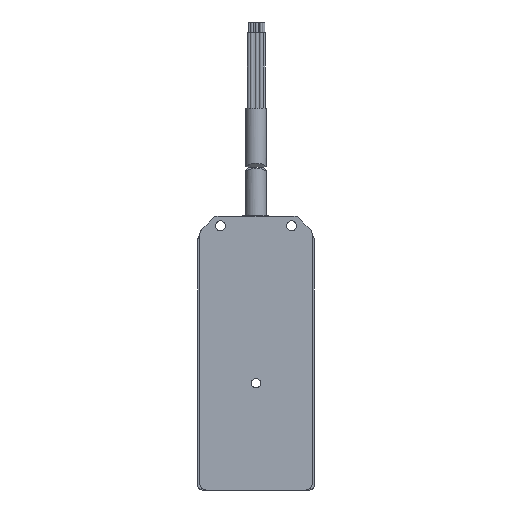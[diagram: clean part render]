
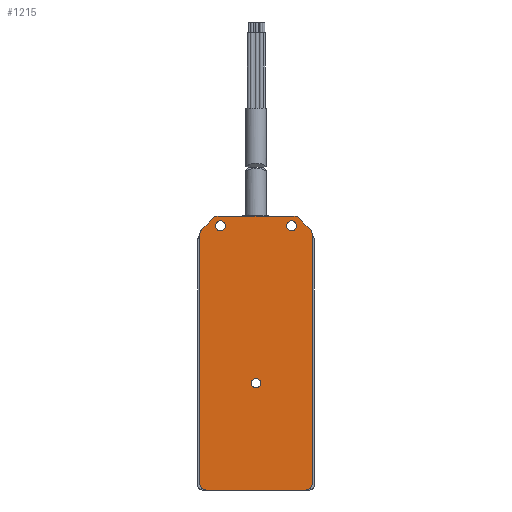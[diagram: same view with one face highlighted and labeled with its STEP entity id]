
A CAD part, front view. The second image highlights one B-rep face of the part: STEP entity #1215.
In plain terms, the highlighted planar face has unit normal (0, -1, 0).
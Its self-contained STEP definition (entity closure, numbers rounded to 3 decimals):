
#599=FACE_BOUND('',#3480,.T.);
#600=FACE_BOUND('',#3481,.T.);
#601=FACE_BOUND('',#3482,.T.);
#602=FACE_BOUND('',#3483,.T.);
#1215=ADVANCED_FACE('',(#599,#600,#601,#602),#2218,.T.);
#2218=PLANE('',#16605);
#3480=EDGE_LOOP('',(#8042));
#3481=EDGE_LOOP('',(#8043));
#3482=EDGE_LOOP('',(#8044));
#3483=EDGE_LOOP('',(#8045,#8046,#8047,#8048,#8049,#8050,#8051,#8052,#8053,
#8054,#8055,#8056,#8057,#8058,#8059,#8060));
#4829=B_SPLINE_CURVE_WITH_KNOTS('',3,(#21023,#21024,#21025,#21026),
 .UNSPECIFIED.,.F.,.F.,(4,4),(0.,1.),.UNSPECIFIED.);
#4830=B_SPLINE_CURVE_WITH_KNOTS('',3,(#21030,#21031,#21032,#21033),
 .UNSPECIFIED.,.F.,.F.,(4,4),(0.,1.),.UNSPECIFIED.);
#4831=B_SPLINE_CURVE_WITH_KNOTS('',3,(#21037,#21038,#21039,#21040,#21041,
#21042),.UNSPECIFIED.,.F.,.F.,(4,2,4),(0.,0.5,1.),.UNSPECIFIED.);
#4832=B_SPLINE_CURVE_WITH_KNOTS('',3,(#21046,#21047,#21048,#21049,#21050,
#21051),.UNSPECIFIED.,.F.,.F.,(4,2,4),(0.,0.5,1.),.UNSPECIFIED.);
#4833=B_SPLINE_CURVE_WITH_KNOTS('',3,(#21055,#21056,#21057,#21058),
 .UNSPECIFIED.,.F.,.F.,(4,4),(0.,1.),.UNSPECIFIED.);
#4834=B_SPLINE_CURVE_WITH_KNOTS('',3,(#21062,#21063,#21064,#21065),
 .UNSPECIFIED.,.F.,.F.,(4,4),(0.,1.),.UNSPECIFIED.);
#6006=LINE('',#21003,#6906);
#6007=LINE('',#21016,#6907);
#6008=LINE('',#21019,#6908);
#6009=LINE('',#21021,#6909);
#6010=LINE('',#21028,#6910);
#6011=LINE('',#21035,#6911);
#6012=LINE('',#21044,#6912);
#6013=LINE('',#21053,#6913);
#6014=LINE('',#21060,#6914);
#6015=LINE('',#21066,#6915);
#6906=VECTOR('',#17692,1.);
#6907=VECTOR('',#17701,1.);
#6908=VECTOR('',#17702,1.);
#6909=VECTOR('',#17703,1.);
#6910=VECTOR('',#17704,1.);
#6911=VECTOR('',#17705,1.);
#6912=VECTOR('',#17706,1.);
#6913=VECTOR('',#17707,1.);
#6914=VECTOR('',#17708,1.);
#6915=VECTOR('',#17709,1.);
#8042=ORIENTED_EDGE('',*,*,#14033,.T.);
#8043=ORIENTED_EDGE('',*,*,#14034,.F.);
#8044=ORIENTED_EDGE('',*,*,#14035,.F.);
#8045=ORIENTED_EDGE('',*,*,#14036,.F.);
#8046=ORIENTED_EDGE('',*,*,#14037,.T.);
#8047=ORIENTED_EDGE('',*,*,#14038,.T.);
#8048=ORIENTED_EDGE('',*,*,#14039,.T.);
#8049=ORIENTED_EDGE('',*,*,#14040,.T.);
#8050=ORIENTED_EDGE('',*,*,#14041,.T.);
#8051=ORIENTED_EDGE('',*,*,#14042,.F.);
#8052=ORIENTED_EDGE('',*,*,#14043,.T.);
#8053=ORIENTED_EDGE('',*,*,#14044,.T.);
#8054=ORIENTED_EDGE('',*,*,#14045,.T.);
#8055=ORIENTED_EDGE('',*,*,#14046,.T.);
#8056=ORIENTED_EDGE('',*,*,#14047,.T.);
#8057=ORIENTED_EDGE('',*,*,#14048,.T.);
#8058=ORIENTED_EDGE('',*,*,#14049,.T.);
#8059=ORIENTED_EDGE('',*,*,#14031,.T.);
#8060=ORIENTED_EDGE('',*,*,#14050,.F.);
#12468=VERTEX_POINT('',#21002);
#12469=VERTEX_POINT('',#21004);
#12470=VERTEX_POINT('',#21011);
#12471=VERTEX_POINT('',#21013);
#12472=VERTEX_POINT('',#21015);
#12473=VERTEX_POINT('',#21017);
#12474=VERTEX_POINT('',#21018);
#12475=VERTEX_POINT('',#21020);
#12476=VERTEX_POINT('',#21022);
#12477=VERTEX_POINT('',#21027);
#12478=VERTEX_POINT('',#21029);
#12479=VERTEX_POINT('',#21034);
#12480=VERTEX_POINT('',#21036);
#12481=VERTEX_POINT('',#21043);
#12482=VERTEX_POINT('',#21045);
#12483=VERTEX_POINT('',#21052);
#12484=VERTEX_POINT('',#21054);
#12485=VERTEX_POINT('',#21059);
#12486=VERTEX_POINT('',#21061);
#14031=EDGE_CURVE('',#12469,#12468,#6006,.T.);
#14033=EDGE_CURVE('',#12470,#12470,#16238,.T.);
#14034=EDGE_CURVE('',#12471,#12471,#16239,.T.);
#14035=EDGE_CURVE('',#12472,#12472,#16240,.T.);
#14036=EDGE_CURVE('',#12473,#12474,#6007,.T.);
#14037=EDGE_CURVE('',#12473,#12475,#6008,.T.);
#14038=EDGE_CURVE('',#12475,#12476,#6009,.T.);
#14039=EDGE_CURVE('',#12476,#12477,#4829,.T.);
#14040=EDGE_CURVE('',#12477,#12478,#6010,.T.);
#14041=EDGE_CURVE('',#12478,#12479,#4830,.T.);
#14042=EDGE_CURVE('',#12480,#12479,#6011,.T.);
#14043=EDGE_CURVE('',#12480,#12481,#4831,.T.);
#14044=EDGE_CURVE('',#12481,#12482,#6012,.T.);
#14045=EDGE_CURVE('',#12482,#12483,#4832,.T.);
#14046=EDGE_CURVE('',#12483,#12484,#6013,.T.);
#14047=EDGE_CURVE('',#12484,#12485,#4833,.T.);
#14048=EDGE_CURVE('',#12485,#12486,#6014,.T.);
#14049=EDGE_CURVE('',#12486,#12469,#4834,.T.);
#14050=EDGE_CURVE('',#12474,#12468,#6015,.T.);
#16238=CIRCLE('',#16602,2.3);
#16239=CIRCLE('',#16603,2.15);
#16240=CIRCLE('',#16604,2.3);
#16602=AXIS2_PLACEMENT_3D('',#21010,#17695,#17696);
#16603=AXIS2_PLACEMENT_3D('',#21012,#17697,#17698);
#16604=AXIS2_PLACEMENT_3D('',#21014,#17699,#17700);
#16605=AXIS2_PLACEMENT_3D('',#21067,#17710,#17711);
#17692=DIRECTION('',(-1.,0.,0.));
#17695=DIRECTION('',(0.,1.,0.));
#17696=DIRECTION('',(1.,0.,0.));
#17697=DIRECTION('',(0.,-1.,0.));
#17698=DIRECTION('',(1.,0.,0.));
#17699=DIRECTION('',(0.,-1.,0.));
#17700=DIRECTION('',(1.,0.,0.));
#17701=DIRECTION('',(1.,0.,0.));
#17702=DIRECTION('',(0.,0.,1.));
#17703=DIRECTION('',(-1.,0.,0.));
#17704=DIRECTION('',(-0.707,0.,-0.707));
#17705=DIRECTION('',(0.,0.,1.));
#17706=DIRECTION('',(1.,0.,0.));
#17707=DIRECTION('',(0.,0.,1.));
#17708=DIRECTION('',(-0.707,0.,0.707));
#17709=DIRECTION('',(0.,0.,1.));
#17710=DIRECTION('',(0.,-1.,0.));
#17711=DIRECTION('',(1.,0.,0.));
#21002=CARTESIAN_POINT('',(9.4,0.,-25.));
#21003=CARTESIAN_POINT('',(65.907,0.,-25.));
#21004=CARTESIAN_POINT('',(18.586,0.,-25.));
#21010=CARTESIAN_POINT('',(16.5,0.,-29.5));
#21011=CARTESIAN_POINT('',(18.8,0.,-29.5));
#21012=CARTESIAN_POINT('',(0.,0.,
-102.5));
#21013=CARTESIAN_POINT('',(2.15,0.,-102.5));
#21014=CARTESIAN_POINT('',(-16.5,0.,-29.5));
#21015=CARTESIAN_POINT('',(-14.2,0.,-29.5));
#21016=CARTESIAN_POINT('',(-9.4,0.,-25.05));
#21017=CARTESIAN_POINT('',(-9.4,0.,-25.05));
#21018=CARTESIAN_POINT('',(9.4,0.,-25.05));
#21019=CARTESIAN_POINT('',(-9.4,0.,-25.05));
#21020=CARTESIAN_POINT('',(-9.4,0.,-25.));
#21021=CARTESIAN_POINT('',(65.907,0.,-25.));
#21022=CARTESIAN_POINT('',(-18.586,0.,-25.));
#21023=CARTESIAN_POINT('',(-18.586,0.,-25.));
#21024=CARTESIAN_POINT('',(-18.852,0.,-25.001));
#21025=CARTESIAN_POINT('',(-19.101,0.,-25.103));
#21026=CARTESIAN_POINT('',(-19.293,0.,-25.293));
#21027=CARTESIAN_POINT('',(-19.293,0.,-25.293));
#21028=CARTESIAN_POINT('',(-86.,0.,-92.));
#21029=CARTESIAN_POINT('',(-25.121,0.,-31.121));
#21030=CARTESIAN_POINT('',(-25.121,0.,-31.121));
#21031=CARTESIAN_POINT('',(-25.68,0.,-31.681));
#21032=CARTESIAN_POINT('',(-26.,0.,-32.452));
#21033=CARTESIAN_POINT('',(-26.,0.,-33.243));
#21034=CARTESIAN_POINT('',(-26.,0.,-33.243));
#21035=CARTESIAN_POINT('',(-26.,0.,-152.));
#21036=CARTESIAN_POINT('',(-26.,0.,-149.));
#21037=CARTESIAN_POINT('',(-26.,0.,-149.));
#21038=CARTESIAN_POINT('',(-26.,0.,-149.787));
#21039=CARTESIAN_POINT('',(-25.676,0.,-150.566));
#21040=CARTESIAN_POINT('',(-24.568,0.,-151.675));
#21041=CARTESIAN_POINT('',(-23.793,0.,-152.));
#21042=CARTESIAN_POINT('',(-23.,0.,-152.));
#21043=CARTESIAN_POINT('',(-23.,0.,-152.));
#21044=CARTESIAN_POINT('',(-26.,0.,-152.));
#21045=CARTESIAN_POINT('',(23.,0.,-152.));
#21046=CARTESIAN_POINT('',(23.,0.,-152.));
#21047=CARTESIAN_POINT('',(23.787,0.,-152.));
#21048=CARTESIAN_POINT('',(24.566,0.,-151.676));
#21049=CARTESIAN_POINT('',(25.675,0.,-150.568));
#21050=CARTESIAN_POINT('',(26.,0.,-149.793));
#21051=CARTESIAN_POINT('',(26.,0.,-149.));
#21052=CARTESIAN_POINT('',(26.,0.,-149.));
#21053=CARTESIAN_POINT('',(26.,0.,-152.));
#21054=CARTESIAN_POINT('',(26.,0.,-33.243));
#21055=CARTESIAN_POINT('',(26.,0.,-33.243));
#21056=CARTESIAN_POINT('',(26.,0.,-32.452));
#21057=CARTESIAN_POINT('',(25.68,0.,-31.681));
#21058=CARTESIAN_POINT('',(25.121,0.,-31.121));
#21059=CARTESIAN_POINT('',(25.121,0.,-31.121));
#21060=CARTESIAN_POINT('',(60.,0.,-66.));
#21061=CARTESIAN_POINT('',(19.293,0.,-25.293));
#21062=CARTESIAN_POINT('',(19.293,0.,-25.293));
#21063=CARTESIAN_POINT('',(19.104,0.,-25.105));
#21064=CARTESIAN_POINT('',(18.855,0.,-25.001));
#21065=CARTESIAN_POINT('',(18.586,0.,-25.));
#21066=CARTESIAN_POINT('',(9.4,0.,-25.05));
#21067=CARTESIAN_POINT('',(-26.,0.,-152.));
